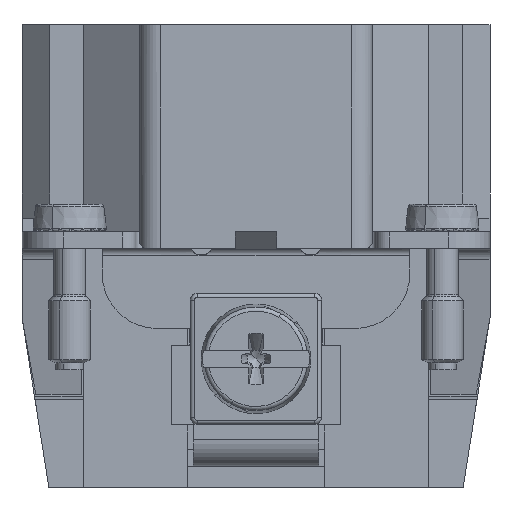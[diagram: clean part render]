
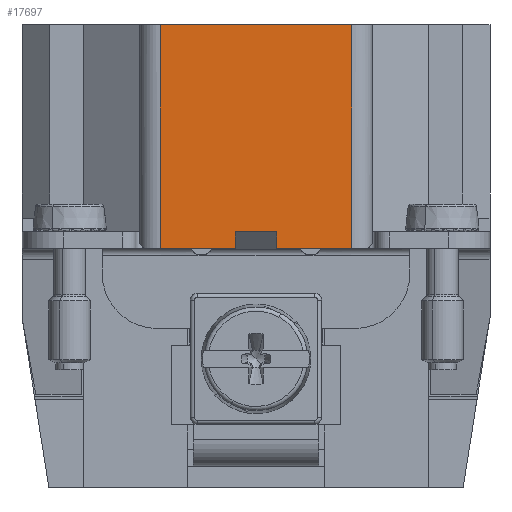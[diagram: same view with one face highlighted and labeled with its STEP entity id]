
A CAD part, front view. The second image highlights one B-rep face of the part: STEP entity #17697.
In plain terms, the highlighted planar face has unit normal (0, -1, 0).
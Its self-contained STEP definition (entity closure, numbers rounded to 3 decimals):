
#17673=AXIS2_PLACEMENT_3D('Plane Axis2P3D',#17670,#17671,#17672) ;
#12681=CARTESIAN_POINT('Vertex',(18.45,0.3,17.3)) ;
#12684=CARTESIAN_POINT('Line Origine',(18.45,0.3,17.9)) ;
#12688=CARTESIAN_POINT('Vertex',(18.45,0.3,18.5)) ;
#12716=CARTESIAN_POINT('Line Origine',(16.95,0.3,18.5)) ;
#12720=CARTESIAN_POINT('Vertex',(15.45,0.3,18.5)) ;
#12744=CARTESIAN_POINT('Vertex',(15.45,0.3,17.3)) ;
#12754=CARTESIAN_POINT('Line Origine',(15.45,0.3,17.9)) ;
#12868=CARTESIAN_POINT('Line Origine',(12.725,0.3,17.3)) ;
#12872=CARTESIAN_POINT('Vertex',(10.,0.3,17.3)) ;
#12986=CARTESIAN_POINT('Line Origine',(21.175,0.3,17.3)) ;
#12990=CARTESIAN_POINT('Vertex',(23.9,0.3,17.3)) ;
#17608=CARTESIAN_POINT('Vertex',(10.,0.3,33.5)) ;
#17611=CARTESIAN_POINT('Line Origine',(10.,0.3,25.4)) ;
#17670=CARTESIAN_POINT('Axis2P3D Location',(16.95,0.3,33.5)) ;
#17675=CARTESIAN_POINT('Line Origine',(23.9,0.3,25.4)) ;
#17679=CARTESIAN_POINT('Vertex',(23.9,0.3,33.5)) ;
#17682=CARTESIAN_POINT('Line Origine',(16.95,0.3,33.5)) ;
#12685=DIRECTION('Vector Direction',(0.,0.,1.)) ;
#12717=DIRECTION('Vector Direction',(1.,0.,0.)) ;
#12755=DIRECTION('Vector Direction',(0.,0.,1.)) ;
#12869=DIRECTION('Vector Direction',(-1.,0.,0.)) ;
#12987=DIRECTION('Vector Direction',(-1.,0.,0.)) ;
#17612=DIRECTION('Vector Direction',(0.,0.,1.)) ;
#17671=DIRECTION('Axis2P3D Direction',(0.,1.,0.)) ;
#17672=DIRECTION('Axis2P3D XDirection',(0.,0.,-1.)) ;
#17676=DIRECTION('Vector Direction',(0.,0.,1.)) ;
#17683=DIRECTION('Vector Direction',(-1.,0.,0.)) ;
#12686=VECTOR('Line Direction',#12685,1.) ;
#12718=VECTOR('Line Direction',#12717,1.) ;
#12756=VECTOR('Line Direction',#12755,1.) ;
#12870=VECTOR('Line Direction',#12869,1.) ;
#12988=VECTOR('Line Direction',#12987,1.) ;
#17613=VECTOR('Line Direction',#17612,1.) ;
#17677=VECTOR('Line Direction',#17676,1.) ;
#17684=VECTOR('Line Direction',#17683,1.) ;
#17688=ORIENTED_EDGE('',*,*,#17681,.T.) ;
#17689=ORIENTED_EDGE('',*,*,#17686,.T.) ;
#17690=ORIENTED_EDGE('',*,*,#17615,.F.) ;
#17691=ORIENTED_EDGE('',*,*,#12874,.F.) ;
#17692=ORIENTED_EDGE('',*,*,#12758,.T.) ;
#17693=ORIENTED_EDGE('',*,*,#12722,.T.) ;
#17694=ORIENTED_EDGE('',*,*,#12690,.F.) ;
#17695=ORIENTED_EDGE('',*,*,#12992,.F.) ;
#17697=ADVANCED_FACE('Hauptk\X2\00F6\X0\rper',(#17696),#17674,.F.) ;
#12690=EDGE_CURVE('',#12682,#12689,#12687,.T.) ;
#12722=EDGE_CURVE('',#12721,#12689,#12719,.T.) ;
#12758=EDGE_CURVE('',#12745,#12721,#12757,.T.) ;
#12874=EDGE_CURVE('',#12745,#12873,#12871,.T.) ;
#12992=EDGE_CURVE('',#12991,#12682,#12989,.T.) ;
#17615=EDGE_CURVE('',#12873,#17609,#17614,.T.) ;
#17681=EDGE_CURVE('',#12991,#17680,#17678,.T.) ;
#17686=EDGE_CURVE('',#17680,#17609,#17685,.T.) ;
#17687=EDGE_LOOP('',(#17688,#17689,#17690,#17691,#17692,#17693,#17694,#17695)) ;
#17696=FACE_OUTER_BOUND('',#17687,.T.) ;
#12687=LINE('Line',#12684,#12686) ;
#12719=LINE('Line',#12716,#12718) ;
#12757=LINE('Line',#12754,#12756) ;
#12871=LINE('Line',#12868,#12870) ;
#12989=LINE('Line',#12986,#12988) ;
#17614=LINE('Line',#17611,#17613) ;
#17678=LINE('Line',#17675,#17677) ;
#17685=LINE('Line',#17682,#17684) ;
#17674=PLANE('',#17673) ;
#12682=VERTEX_POINT('',#12681) ;
#12689=VERTEX_POINT('',#12688) ;
#12721=VERTEX_POINT('',#12720) ;
#12745=VERTEX_POINT('',#12744) ;
#12873=VERTEX_POINT('',#12872) ;
#12991=VERTEX_POINT('',#12990) ;
#17609=VERTEX_POINT('',#17608) ;
#17680=VERTEX_POINT('',#17679) ;
